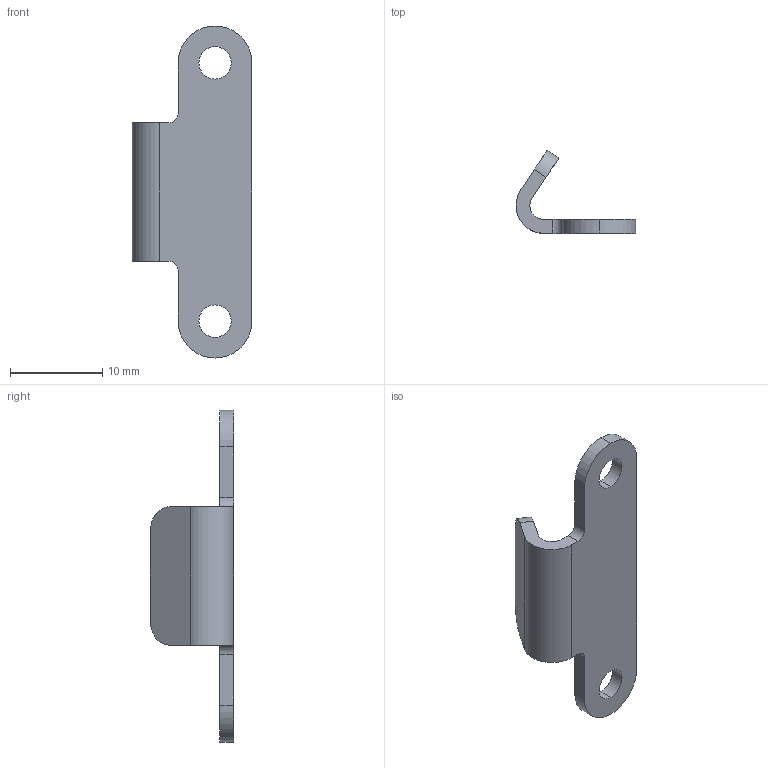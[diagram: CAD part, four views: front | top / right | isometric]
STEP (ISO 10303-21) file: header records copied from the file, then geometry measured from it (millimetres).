
FILE_DESCRIPTION (( 'STEP AP203' ), '1' );
FILE_NAME ('_Clamp GN 832.2-55-A-ST-G_Default_sldprt.STEP', '2021-04-13T21:45:15', ( '' ), ( '' ), 'SwSTEP 2.0', 'SolidWorks 2020', '' );
FILE_SCHEMA (( 'CONFIG_CONTROL_DESIGN' ));
Length unit declared in the file: metre
Products named in the file (1): _Clamp GN 832.2-55-A-ST-G_Default_sldprt
Bounding box: 12.99 x 9 x 36 mm (x, y, z)
Volume: 650.5 mm3; surface area: 1053.8 mm2
Topology: 1 solids, 1 shells, 23 faces, 63 edges, 42 vertices
Faces by surface type: cylinder 13, plane 10
Entity records: 824 total; most frequent: CARTESIAN_POINT 141, DIRECTION 129, ORIENTED_EDGE 126, EDGE_CURVE 63, AXIS2_PLACEMENT_3D 46, VERTEX_POINT 42, LINE 37, VECTOR 37
